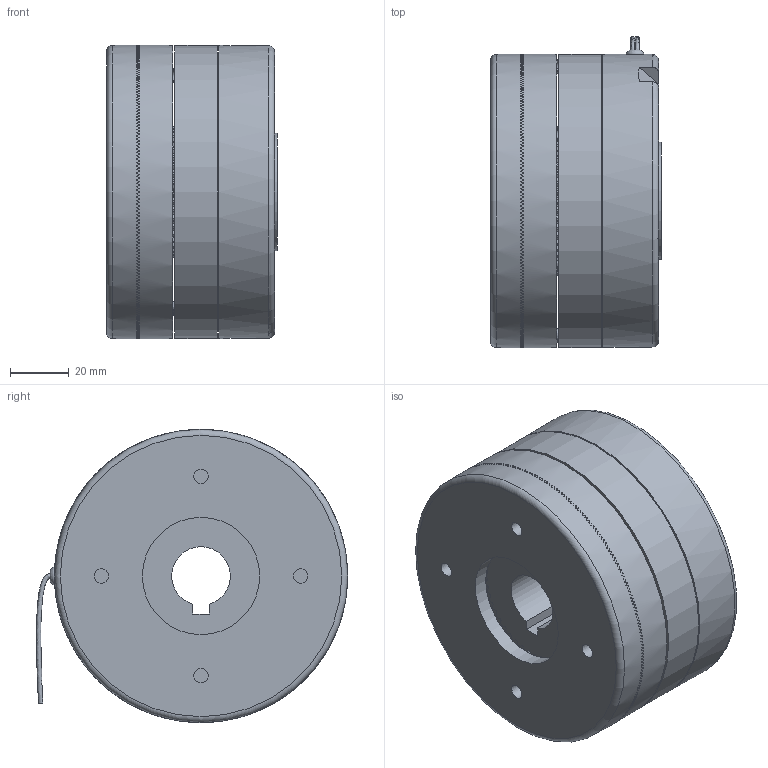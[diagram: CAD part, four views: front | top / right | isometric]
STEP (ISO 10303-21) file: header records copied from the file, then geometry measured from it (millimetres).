
FILE_DESCRIPTION(/* description */ (''),/* implementation_level */ '2;1');
FILE_NAME(/* name */ 'ESB-N090_Z.stp',/* time_stamp */ '2025-01-21T08:43:17+01:00',/* author */ ('nesvadba'),/* organization */ (''),/* preprocessor_version */ 'ST-DEVELOPER v20',/* originating_system */ 'Autodesk Inventor 2025',/* authorisation */ '');
FILE_SCHEMA (('AUTOMOTIVE_DESIGN { 1 0 10303 214 3 1 1 }'));
Products named in the file (1): 07_80_090_01 ESB-N090_Z@STEP
Bounding box: 58.3 x 106.16 x 100 mm (x, y, z)
Volume: 359425.2 mm3; surface area: 104526 mm2
Topology: 2 solids, 2 shells, 3068 faces, 9320 edges, 6189 vertices
Faces by surface type: plane 2213, cylinder 627, torus 175, sphere 40, bspline 11, cone 2
Full cylindrical faces by diameter (mm): 2.5 x6, 3 x1, 4.917 x4, 5 x1, 5.5 x6, 37.5 x1, 40 x4, 42.5 x1, 45 x1, 49 x1, 49.16 x3, 53.84 x3, 57.6 x1, 58 x3, 61.5 x1, 73 x1, 91 x1, 92 x1, 94.6 x1, 95 x1, 100 x3
Entity records: 118648 total; most frequent: CARTESIAN_POINT 27845, DIRECTION 20954, ORIENTED_EDGE 18478, EDGE_CURVE 9239, AXIS2_PLACEMENT_3D 9052, VERTEX_POINT 6189, EDGE_LOOP 4274, ELLIPSE 3175
